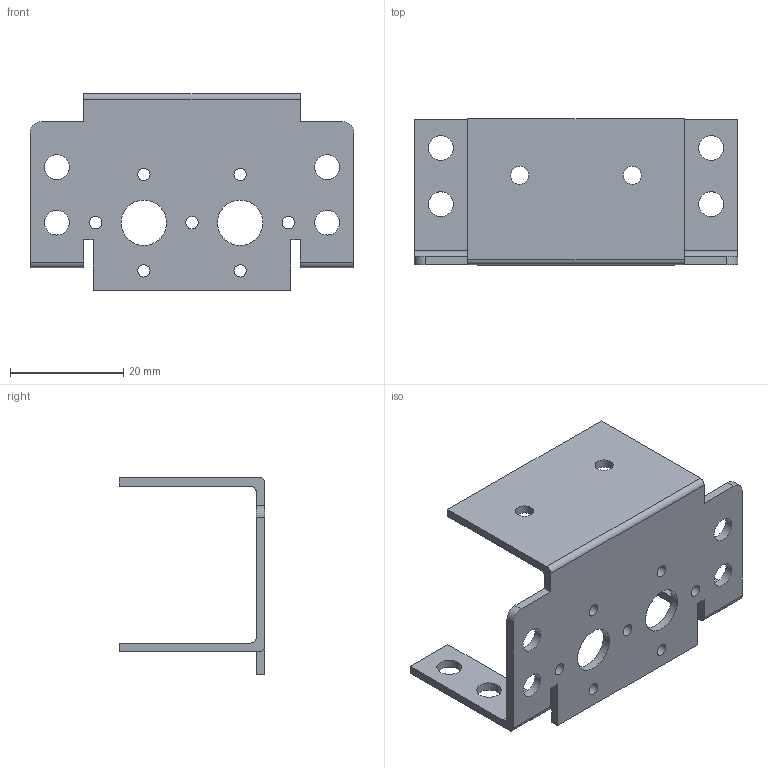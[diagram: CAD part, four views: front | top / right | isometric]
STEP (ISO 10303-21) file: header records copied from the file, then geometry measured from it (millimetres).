
FILE_DESCRIPTION(/* description */ ('STEP AP242'),/* implementation_level */ '2;1');
FILE_NAME(/* name */ 'ASB-04 Custom.step',/* time_stamp */ '2025-08-31T02:08:38+05:30',/* author */ (''),/* organization */ (''),/* preprocessor_version */ 'ST-DEVELOPER v20.1',/* originating_system */ 'Autodesk Translation Framework v14.10.0.0',/* authorisation */ '');
FILE_SCHEMA (('AUTOMOTIVE_DESIGN { 1 0 10303 214 3 1 1 }'));
Length unit declared in the file: metre
Products named in the file (1): 2025-08-26-18-08-44-873
Bounding box: 57.15 x 25.72 x 34.72 mm (x, y, z)
Volume: 4425.5 mm3; surface area: 6635 mm2
Topology: 1 solids, 1 shells, 51 faces, 147 edges, 98 vertices
Faces by surface type: cylinder 27, plane 24
Full cylindrical faces by diameter (mm): 2.18 x7, 3.18 x2, 4.369 x8, 8 x2
Entity records: 1811 total; most frequent: DIRECTION 305, CARTESIAN_POINT 297, ORIENTED_EDGE 294, EDGE_CURVE 147, AXIS2_PLACEMENT_3D 106, VERTEX_POINT 98, LINE 93, VECTOR 93
